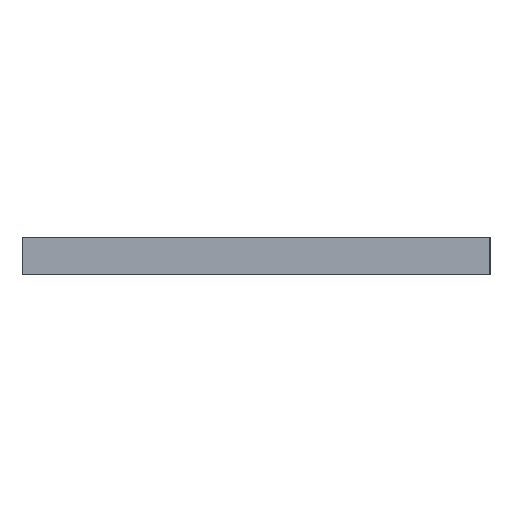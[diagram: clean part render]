
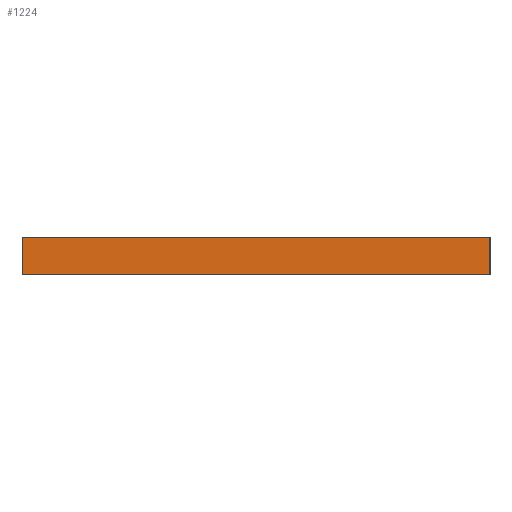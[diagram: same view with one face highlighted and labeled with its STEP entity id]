
A CAD part, left-side view. The second image highlights one B-rep face of the part: STEP entity #1224.
In plain terms, the highlighted planar face has unit normal (-1, 0, 0).
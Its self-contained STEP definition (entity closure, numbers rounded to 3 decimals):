
#77 = ORIENTED_EDGE ( 'NONE', *, *, #1135, .F. ) ;
#137 = CARTESIAN_POINT ( 'NONE',  ( -65., 25., 4. ) ) ;
#205 = DIRECTION ( 'NONE',  ( 1., 0., 0. ) ) ;
#243 = CARTESIAN_POINT ( 'NONE',  ( -65., -25., 4. ) ) ;
#244 = LINE ( 'NONE', #668, #335 ) ;
#259 = LINE ( 'NONE', #582, #1052 ) ;
#290 = VERTEX_POINT ( 'NONE', #453 ) ;
#335 = VECTOR ( 'NONE', #872, 1000. ) ;
#453 = CARTESIAN_POINT ( 'NONE',  ( -65., 25., 0. ) ) ;
#582 = CARTESIAN_POINT ( 'NONE',  ( -65., -25., 4. ) ) ;
#601 = ORIENTED_EDGE ( 'NONE', *, *, #1345, .F. ) ;
#621 = VERTEX_POINT ( 'NONE', #971 ) ;
#668 = CARTESIAN_POINT ( 'NONE',  ( -65., 25., 4. ) ) ;
#731 = DIRECTION ( 'NONE',  ( 0., 0., -1. ) ) ;
#770 = VERTEX_POINT ( 'NONE', #137 ) ;
#838 = PLANE ( 'NONE',  #1398 ) ;
#872 = DIRECTION ( 'NONE',  ( 0., 0., -1. ) ) ;
#941 = CARTESIAN_POINT ( 'NONE',  ( -65., 25., 4. ) ) ;
#963 = EDGE_CURVE ( 'NONE', #290, #621, #1071, .T. ) ;
#971 = CARTESIAN_POINT ( 'NONE',  ( -65., -25., 0. ) ) ;
#1031 = ORIENTED_EDGE ( 'NONE', *, *, #1221, .T. ) ;
#1034 = VECTOR ( 'NONE', #1126, 1000. ) ;
#1047 = ORIENTED_EDGE ( 'NONE', *, *, #963, .T. ) ;
#1052 = VECTOR ( 'NONE', #1358, 1000. ) ;
#1071 = LINE ( 'NONE', #1106, #1034 ) ;
#1072 = CARTESIAN_POINT ( 'NONE',  ( -65., 25., 4. ) ) ;
#1106 = CARTESIAN_POINT ( 'NONE',  ( -65., 25., 0. ) ) ;
#1126 = DIRECTION ( 'NONE',  ( 0., -1., 0. ) ) ;
#1135 = EDGE_CURVE ( 'NONE', #1401, #621, #259, .T. ) ;
#1154 = LINE ( 'NONE', #941, #1365 ) ;
#1221 = EDGE_CURVE ( 'NONE', #770, #290, #244, .T. ) ;
#1224 = ADVANCED_FACE ( 'NONE', ( #1340 ), #838, .F. ) ;
#1308 = DIRECTION ( 'NONE',  ( 0., -1., 0. ) ) ;
#1318 = EDGE_LOOP ( 'NONE', ( #1047, #77, #601, #1031 ) ) ;
#1340 = FACE_OUTER_BOUND ( 'NONE', #1318, .T. ) ;
#1345 = EDGE_CURVE ( 'NONE', #770, #1401, #1154, .T. ) ;
#1358 = DIRECTION ( 'NONE',  ( 0., 0., -1. ) ) ;
#1365 = VECTOR ( 'NONE', #1308, 1000. ) ;
#1398 = AXIS2_PLACEMENT_3D ( 'NONE', #1072, #205, #731 ) ;
#1401 = VERTEX_POINT ( 'NONE', #243 ) ;
